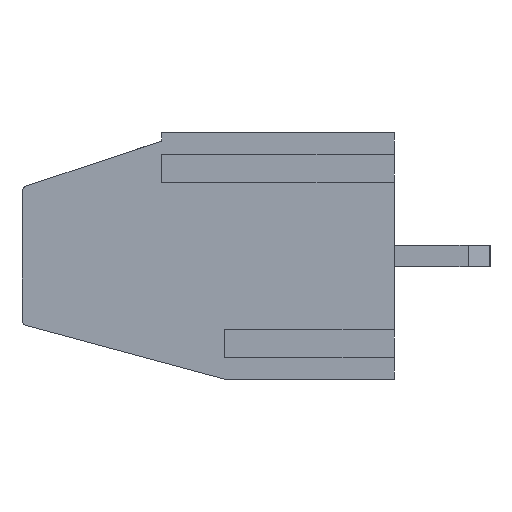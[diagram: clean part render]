
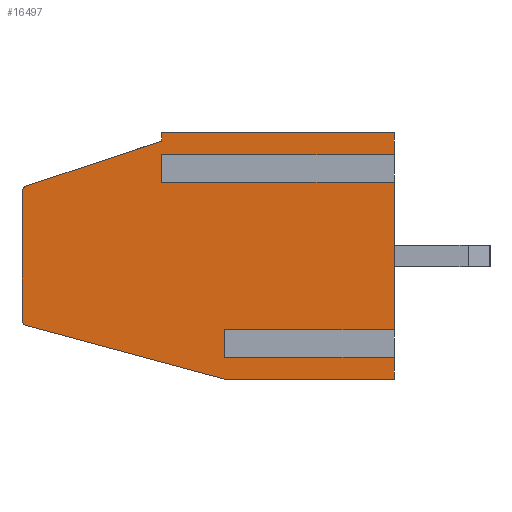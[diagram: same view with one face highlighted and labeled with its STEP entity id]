
A CAD part, left-side view. The second image highlights one B-rep face of the part: STEP entity #16497.
In plain terms, the highlighted planar face has unit normal (-1, 0, 0).
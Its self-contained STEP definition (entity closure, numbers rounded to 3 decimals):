
#53 = CARTESIAN_POINT ( 'NONE',  ( 0., 6.2, 1.007 ) ) ;
#105 = ORIENTED_EDGE ( 'NONE', *, *, #7180, .F. ) ;
#145 = ORIENTED_EDGE ( 'NONE', *, *, #667, .F. ) ;
#151 = CARTESIAN_POINT ( 'NONE',  ( 0., 13.4, 6.856 ) ) ;
#343 = DIRECTION ( 'NONE',  ( 0., -1., 0. ) ) ;
#667 = EDGE_CURVE ( 'NONE', #26905, #35397, #10137, .T. ) ;
#742 = VERTEX_POINT ( 'NONE', #6612 ) ;
#748 = DIRECTION ( 'NONE',  ( 0., -1., 0. ) ) ;
#833 = CARTESIAN_POINT ( 'NONE',  ( 0., 8.5, 8.7 ) ) ;
#908 = EDGE_CURVE ( 'NONE', #20958, #7109, #36170, .T. ) ;
#950 = CARTESIAN_POINT ( 'NONE',  ( 0., 8.5, 7.407 ) ) ;
#1026 = DIRECTION ( 'NONE',  ( 0., 0., 1. ) ) ;
#1243 = ORIENTED_EDGE ( 'NONE', *, *, #24549, .T. ) ;
#1247 = CARTESIAN_POINT ( 'NONE',  ( 0., 6.2, 0. ) ) ;
#1509 = EDGE_CURVE ( 'NONE', #16556, #20958, #15867, .T. ) ;
#1791 = CARTESIAN_POINT ( 'NONE',  ( 0., 0., 9. ) ) ;
#2004 = CARTESIAN_POINT ( 'NONE',  ( 0., 0., 9. ) ) ;
#2045 = EDGE_CURVE ( 'NONE', #29051, #3998, #33757, .T. ) ;
#2162 = VERTEX_POINT ( 'NONE', #19862 ) ;
#2205 = EDGE_CURVE ( 'NONE', #2162, #16556, #18104, .T. ) ;
#2549 = ORIENTED_EDGE ( 'NONE', *, *, #18323, .F. ) ;
#2603 = EDGE_CURVE ( 'NONE', #35397, #14174, #14379, .T. ) ;
#2883 = VECTOR ( 'NONE', #35748, 1000. ) ;
#3115 = VECTOR ( 'NONE', #12069, 1000. ) ;
#3158 = CARTESIAN_POINT ( 'NONE',  ( 0., 0., 0. ) ) ;
#3175 = ORIENTED_EDGE ( 'NONE', *, *, #5878, .T. ) ;
#3790 = LINE ( 'NONE', #27625, #4272 ) ;
#3843 = DIRECTION ( 'NONE',  ( 0., -1., 0. ) ) ;
#3998 = VERTEX_POINT ( 'NONE', #36822 ) ;
#4003 = EDGE_CURVE ( 'NONE', #742, #27710, #33259, .T. ) ;
#4272 = VECTOR ( 'NONE', #33642, 1000. ) ;
#4970 = ORIENTED_EDGE ( 'NONE', *, *, #1509, .T. ) ;
#5878 = EDGE_CURVE ( 'NONE', #34255, #24233, #28362, .T. ) ;
#5965 = CARTESIAN_POINT ( 'NONE',  ( 0., 0., 1.593 ) ) ;
#5974 = VERTEX_POINT ( 'NONE', #10784 ) ;
#6002 = CARTESIAN_POINT ( 'NONE',  ( 0., 13.6, 9. ) ) ;
#6559 = FACE_OUTER_BOUND ( 'NONE', #29537, .T. ) ;
#6612 = CARTESIAN_POINT ( 'NONE',  ( 0., 8.5, 7.993 ) ) ;
#7109 = VERTEX_POINT ( 'NONE', #27293 ) ;
#7151 = LINE ( 'NONE', #27512, #34108 ) ;
#7180 = EDGE_CURVE ( 'NONE', #27710, #7109, #22060, .T. ) ;
#7211 = AXIS2_PLACEMENT_3D ( 'NONE', #151, #11914, #9044 ) ;
#7323 = ORIENTED_EDGE ( 'NONE', *, *, #4003, .F. ) ;
#7865 = ORIENTED_EDGE ( 'NONE', *, *, #19709, .F. ) ;
#7903 = VERTEX_POINT ( 'NONE', #25469 ) ;
#8032 = CARTESIAN_POINT ( 'NONE',  ( 0., 0., 9. ) ) ;
#8554 = DIRECTION ( 'NONE',  ( 0., -1., 0. ) ) ;
#8730 = PLANE ( 'NONE',  #15462 ) ;
#8747 = ORIENTED_EDGE ( 'NONE', *, *, #908, .T. ) ;
#8759 = CIRCLE ( 'NONE', #11821, 0.2 ) ;
#8836 = CARTESIAN_POINT ( 'NONE',  ( 0., 13.452, 1.96 ) ) ;
#9044 = DIRECTION ( 'NONE',  ( 0., 0., -1. ) ) ;
#10137 = LINE ( 'NONE', #1247, #32973 ) ;
#10784 = CARTESIAN_POINT ( 'NONE',  ( 0., 13.6, 2.153 ) ) ;
#10794 = EDGE_CURVE ( 'NONE', #7903, #23643, #32385, .T. ) ;
#11821 = AXIS2_PLACEMENT_3D ( 'NONE', #16167, #31379, #27903 ) ;
#11891 = ORIENTED_EDGE ( 'NONE', *, *, #2205, .T. ) ;
#11914 = DIRECTION ( 'NONE',  ( -1., 0., 0. ) ) ;
#11979 = DIRECTION ( 'NONE',  ( 0., 0., -1. ) ) ;
#12069 = DIRECTION ( 'NONE',  ( 0., 0., 1. ) ) ;
#12111 = CARTESIAN_POINT ( 'NONE',  ( 0., 0., 9. ) ) ;
#12731 = DIRECTION ( 'NONE',  ( 0., 0., 1. ) ) ;
#12980 = DIRECTION ( 'NONE',  ( 0., 0., 1. ) ) ;
#13524 = LINE ( 'NONE', #2004, #18738 ) ;
#13683 = ORIENTED_EDGE ( 'NONE', *, *, #33948, .T. ) ;
#13925 = DIRECTION ( 'NONE',  ( 0., 0., 1. ) ) ;
#14174 = VERTEX_POINT ( 'NONE', #8836 ) ;
#14379 = LINE ( 'NONE', #27022, #29006 ) ;
#15462 = AXIS2_PLACEMENT_3D ( 'NONE', #6002, #24001, #11979 ) ;
#15867 = LINE ( 'NONE', #30710, #2883 ) ;
#16167 = CARTESIAN_POINT ( 'NONE',  ( 0., 13.4, 2.153 ) ) ;
#16377 = CARTESIAN_POINT ( 'NONE',  ( 0., 6.2, 0. ) ) ;
#16497 = ADVANCED_FACE ( 'NONE', ( #6559 ), #8730, .F. ) ;
#16540 = CARTESIAN_POINT ( 'NONE',  ( 0., 13.6, 6.856 ) ) ;
#16556 = VERTEX_POINT ( 'NONE', #21326 ) ;
#17295 = DIRECTION ( 'NONE',  ( 0., 0.965, 0.261 ) ) ;
#17792 = LINE ( 'NONE', #29522, #3115 ) ;
#17981 = VECTOR ( 'NONE', #748, 1000. ) ;
#18029 = CARTESIAN_POINT ( 'NONE',  ( 0., 8.5, 7.993 ) ) ;
#18104 = LINE ( 'NONE', #53, #30474 ) ;
#18323 = EDGE_CURVE ( 'NONE', #3998, #24233, #32868, .T. ) ;
#18738 = VECTOR ( 'NONE', #12731, 1000. ) ;
#19417 = VECTOR ( 'NONE', #35985, 1000. ) ;
#19593 = VECTOR ( 'NONE', #3843, 1000. ) ;
#19709 = EDGE_CURVE ( 'NONE', #7903, #29051, #7151, .T. ) ;
#19862 = CARTESIAN_POINT ( 'NONE',  ( 0., 6.2, 1.007 ) ) ;
#20316 = VECTOR ( 'NONE', #13925, 1000. ) ;
#20469 = VECTOR ( 'NONE', #343, 1000. ) ;
#20679 = CARTESIAN_POINT ( 'NONE',  ( 0., 8.5, 7.407 ) ) ;
#20958 = VERTEX_POINT ( 'NONE', #5965 ) ;
#21255 = ORIENTED_EDGE ( 'NONE', *, *, #30854, .T. ) ;
#21319 = CARTESIAN_POINT ( 'NONE',  ( 0., 8.5, 7.993 ) ) ;
#21326 = CARTESIAN_POINT ( 'NONE',  ( 0., 6.2, 1.593 ) ) ;
#21438 = CARTESIAN_POINT ( 'NONE',  ( 0., 6.2, 0. ) ) ;
#21718 = CARTESIAN_POINT ( 'NONE',  ( 0., 0., 7.993 ) ) ;
#21970 = VECTOR ( 'NONE', #27452, 1000. ) ;
#22060 = LINE ( 'NONE', #950, #17981 ) ;
#22280 = ORIENTED_EDGE ( 'NONE', *, *, #37403, .F. ) ;
#22612 = ORIENTED_EDGE ( 'NONE', *, *, #2045, .F. ) ;
#23064 = EDGE_CURVE ( 'NONE', #742, #34255, #27101, .T. ) ;
#23643 = VERTEX_POINT ( 'NONE', #16540 ) ;
#23876 = ORIENTED_EDGE ( 'NONE', *, *, #23064, .T. ) ;
#24001 = DIRECTION ( 'NONE',  ( 1., 0., 0. ) ) ;
#24233 = VERTEX_POINT ( 'NONE', #1791 ) ;
#24360 = VECTOR ( 'NONE', #1026, 1000. ) ;
#24549 = EDGE_CURVE ( 'NONE', #26905, #34705, #3790, .T. ) ;
#24770 = ORIENTED_EDGE ( 'NONE', *, *, #10794, .T. ) ;
#25469 = CARTESIAN_POINT ( 'NONE',  ( 0., 13.463, 7.046 ) ) ;
#26578 = LINE ( 'NONE', #28687, #36507 ) ;
#26905 = VERTEX_POINT ( 'NONE', #21438 ) ;
#27022 = CARTESIAN_POINT ( 'NONE',  ( 0., 13.6, 2. ) ) ;
#27101 = LINE ( 'NONE', #21319, #19593 ) ;
#27293 = CARTESIAN_POINT ( 'NONE',  ( 0., 0., 7.407 ) ) ;
#27452 = DIRECTION ( 'NONE',  ( 0., 0., -1. ) ) ;
#27512 = CARTESIAN_POINT ( 'NONE',  ( 0., 13.6, 7. ) ) ;
#27625 = CARTESIAN_POINT ( 'NONE',  ( 0., 13.6, 0. ) ) ;
#27710 = VERTEX_POINT ( 'NONE', #20679 ) ;
#27903 = DIRECTION ( 'NONE',  ( 0., 0., -1. ) ) ;
#28362 = LINE ( 'NONE', #8032, #20316 ) ;
#28687 = CARTESIAN_POINT ( 'NONE',  ( 0., 6.2, 1.007 ) ) ;
#29006 = VECTOR ( 'NONE', #17295, 1000. ) ;
#29051 = VERTEX_POINT ( 'NONE', #36014 ) ;
#29496 = CARTESIAN_POINT ( 'NONE',  ( 0., 0., 1.007 ) ) ;
#29522 = CARTESIAN_POINT ( 'NONE',  ( 0., 13.6, 9. ) ) ;
#29537 = EDGE_LOOP ( 'NONE', ( #7865, #24770, #36220, #13683, #32379, #145, #1243, #21255, #22280, #11891, #4970, #8747, #105, #7323, #23876, #3175, #2549, #22612 ) ) ;
#29820 = DIRECTION ( 'NONE',  ( 0., 0., 1. ) ) ;
#30474 = VECTOR ( 'NONE', #29820, 1000. ) ;
#30582 = DIRECTION ( 'NONE',  ( 0., -0.949, 0.316 ) ) ;
#30710 = CARTESIAN_POINT ( 'NONE',  ( 0., 6.2, 1.593 ) ) ;
#30854 = EDGE_CURVE ( 'NONE', #34705, #35275, #13524, .T. ) ;
#31379 = DIRECTION ( 'NONE',  ( -1., 0., 0. ) ) ;
#32379 = ORIENTED_EDGE ( 'NONE', *, *, #2603, .F. ) ;
#32385 = CIRCLE ( 'NONE', #7211, 0.2 ) ;
#32657 = CARTESIAN_POINT ( 'NONE',  ( 0., 13.6, 9. ) ) ;
#32868 = LINE ( 'NONE', #32657, #20469 ) ;
#32973 = VECTOR ( 'NONE', #12980, 1000. ) ;
#33191 = EDGE_CURVE ( 'NONE', #5974, #23643, #17792, .T. ) ;
#33259 = LINE ( 'NONE', #18029, #21970 ) ;
#33642 = DIRECTION ( 'NONE',  ( 0., -1., 0. ) ) ;
#33757 = LINE ( 'NONE', #833, #24360 ) ;
#33948 = EDGE_CURVE ( 'NONE', #5974, #14174, #8759, .T. ) ;
#34108 = VECTOR ( 'NONE', #30582, 1000. ) ;
#34255 = VERTEX_POINT ( 'NONE', #21718 ) ;
#34705 = VERTEX_POINT ( 'NONE', #3158 ) ;
#35275 = VERTEX_POINT ( 'NONE', #29496 ) ;
#35397 = VERTEX_POINT ( 'NONE', #16377 ) ;
#35748 = DIRECTION ( 'NONE',  ( 0., -1., 0. ) ) ;
#35985 = DIRECTION ( 'NONE',  ( 0., 0., 1. ) ) ;
#36014 = CARTESIAN_POINT ( 'NONE',  ( 0., 8.5, 8.7 ) ) ;
#36170 = LINE ( 'NONE', #12111, #19417 ) ;
#36220 = ORIENTED_EDGE ( 'NONE', *, *, #33191, .F. ) ;
#36507 = VECTOR ( 'NONE', #8554, 1000. ) ;
#36822 = CARTESIAN_POINT ( 'NONE',  ( 0., 8.5, 9. ) ) ;
#37403 = EDGE_CURVE ( 'NONE', #2162, #35275, #26578, .T. ) ;
